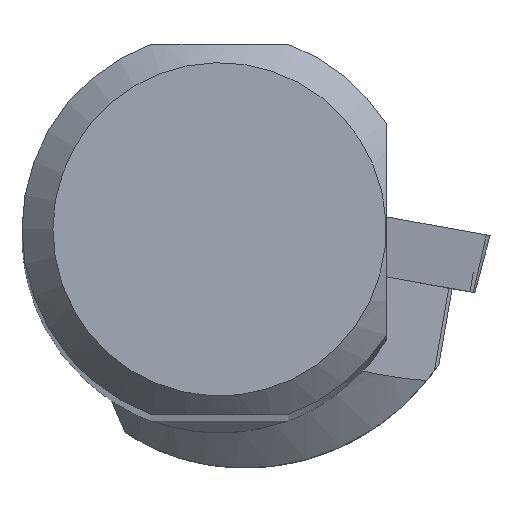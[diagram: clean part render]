
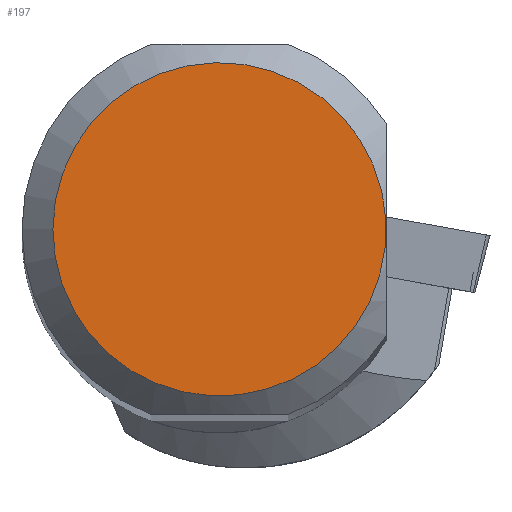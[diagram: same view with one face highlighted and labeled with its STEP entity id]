
A CAD part, top view. The second image highlights one B-rep face of the part: STEP entity #197.
In plain terms, the highlighted planar face has unit normal (0, 0, 1).
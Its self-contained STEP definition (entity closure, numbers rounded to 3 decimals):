
#155=FACE_OUTER_BOUND('',#384,.T.);
#197=ADVANCED_FACE('CU_SU_BP3',(#155),#229,.T.);
#229=PLANE('',#996);
#384=EDGE_LOOP('',(#541));
#541=ORIENTED_EDGE('',*,*,#797,.F.);
#701=VERTEX_POINT('',#1644);
#797=EDGE_CURVE('',#701,#701,#842,.T.);
#842=CIRCLE('',#995,13.489);
#995=AXIS2_PLACEMENT_3D('',#1643,#1201,#1202);
#996=AXIS2_PLACEMENT_3D('',#1645,#1203,#1204);
#1201=DIRECTION('',(0.,0.,-1.));
#1202=DIRECTION('',(-1.,0.,0.));
#1203=DIRECTION('',(0.,0.,1.));
#1204=DIRECTION('',(-1.,0.,0.));
#1643=CARTESIAN_POINT('',(0.,0.,0.));
#1644=CARTESIAN_POINT('',(-13.489,0.,0.));
#1645=CARTESIAN_POINT('',(0.,0.,
0.));
